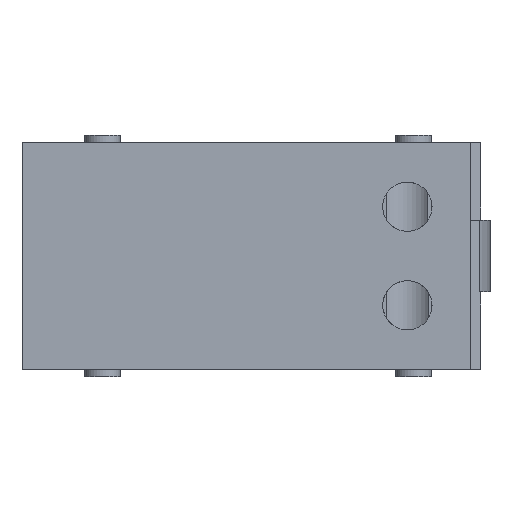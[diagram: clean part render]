
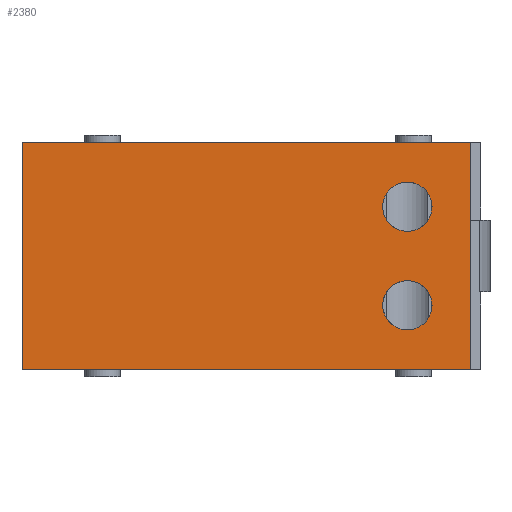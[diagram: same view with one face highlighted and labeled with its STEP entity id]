
A CAD part, front view. The second image highlights one B-rep face of the part: STEP entity #2380.
In plain terms, the highlighted planar face has unit normal (0, -1, 0).
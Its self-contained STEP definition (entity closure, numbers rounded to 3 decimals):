
#40=PLANE('',#2584);
#120=CIRCLE('',#2529,2.75);
#160=CIRCLE('',#2585,2.75);
#239=LINE('',#3587,#460);
#309=LINE('',#3801,#530);
#326=LINE('',#3849,#547);
#327=LINE('',#3851,#548);
#460=VECTOR('',#2812,1000.);
#530=VECTOR('',#2980,1000.);
#547=VECTOR('',#3015,1000.);
#548=VECTOR('',#3016,1000.);
#842=ORIENTED_EDGE('',*,*,#1503,.T.);
#843=ORIENTED_EDGE('',*,*,#1385,.F.);
#844=ORIENTED_EDGE('',*,*,#1375,.T.);
#845=ORIENTED_EDGE('',*,*,#1504,.F.);
#846=ORIENTED_EDGE('',*,*,#1505,.F.);
#847=ORIENTED_EDGE('',*,*,#1483,.T.);
#1375=EDGE_CURVE('',#1717,#1716,#239,.T.);
#1385=EDGE_CURVE('',#1724,#1724,#120,.T.);
#1483=EDGE_CURVE('',#1812,#1717,#309,.T.);
#1503=EDGE_CURVE('',#1826,#1826,#160,.T.);
#1504=EDGE_CURVE('',#1827,#1716,#326,.T.);
#1505=EDGE_CURVE('',#1812,#1827,#327,.T.);
#1716=VERTEX_POINT('',#3586);
#1717=VERTEX_POINT('',#3588);
#1724=VERTEX_POINT('',#3606);
#1812=VERTEX_POINT('',#3802);
#1826=VERTEX_POINT('',#3848);
#1827=VERTEX_POINT('',#3850);
#1966=EDGE_LOOP('',(#842));
#1967=EDGE_LOOP('',(#843));
#1968=EDGE_LOOP('',(#844,#845,#846,#847));
#2155=FACE_BOUND('',#1966,.T.);
#2156=FACE_BOUND('',#1967,.T.);
#2157=FACE_BOUND('',#1968,.T.);
#2380=ADVANCED_FACE('',(#2155,#2156,#2157),#40,.F.);
#2529=AXIS2_PLACEMENT_3D('',#3605,#2824,#2825);
#2584=AXIS2_PLACEMENT_3D('',#3846,#3011,#3012);
#2585=AXIS2_PLACEMENT_3D('',#3847,#3013,#3014);
#2812=DIRECTION('',(1.,0.,0.));
#2824=DIRECTION('',(0.,-1.,0.));
#2825=DIRECTION('',(0.,0.,-1.));
#2980=DIRECTION('',(0.,0.,-1.));
#3011=DIRECTION('',(0.,1.,0.));
#3012=DIRECTION('',(0.,0.,1.));
#3013=DIRECTION('',(0.,1.,0.));
#3014=DIRECTION('',(0.,0.,1.));
#3015=DIRECTION('',(0.,0.,-1.));
#3016=DIRECTION('',(1.,0.,0.));
#3586=CARTESIAN_POINT('',(25.,0.,-12.7));
#3587=CARTESIAN_POINT('',(-25.,0.,-12.7));
#3588=CARTESIAN_POINT('',(-25.,0.,-12.7));
#3605=CARTESIAN_POINT('',(18.,0.,-5.5));
#3606=CARTESIAN_POINT('',(18.,0.,-8.25));
#3801=CARTESIAN_POINT('',(-25.,0.,12.7));
#3802=CARTESIAN_POINT('',(-25.,0.,12.7));
#3846=CARTESIAN_POINT('',(-25.,0.,12.7));
#3847=CARTESIAN_POINT('',(18.,0.,5.5));
#3848=CARTESIAN_POINT('',(18.,0.,8.25));
#3849=CARTESIAN_POINT('',(25.,0.,12.7));
#3850=CARTESIAN_POINT('',(25.,0.,12.7));
#3851=CARTESIAN_POINT('',(-25.,0.,12.7));
